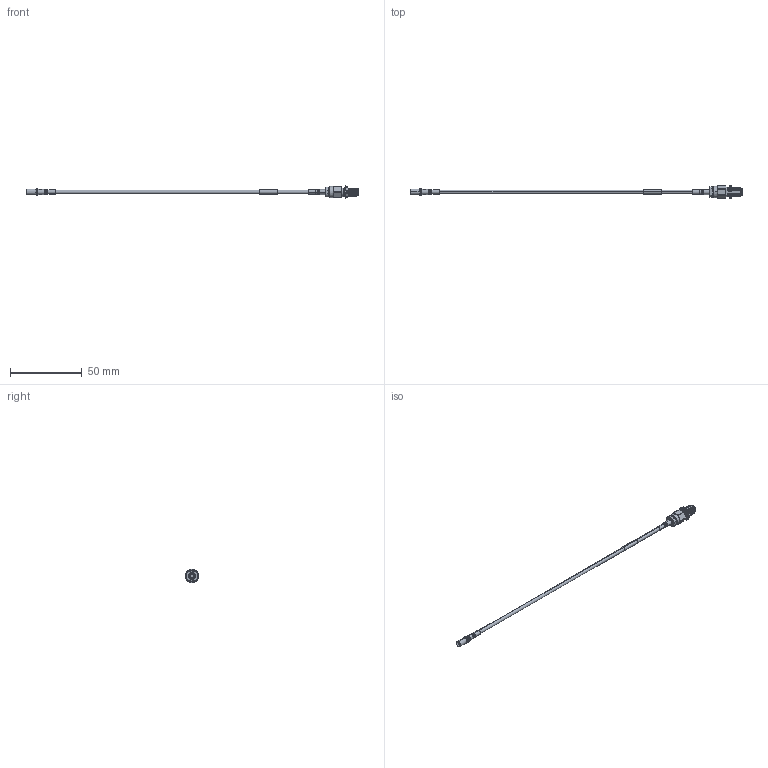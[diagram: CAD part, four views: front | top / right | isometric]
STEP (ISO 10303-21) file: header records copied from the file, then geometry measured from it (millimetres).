
FILE_DESCRIPTION (( 'STEP AP214' ), '1' );
FILE_NAME ('FMCA9751_3D.step', '2024-02-21T16:16:29', ( '' ), ( '' ), 'SwSTEP 2.0', 'SolidWorks 2022', '' );
FILE_SCHEMA (( 'AUTOMOTIVE_DESIGN' ));
Length unit declared in the file: inch
Products named in the file (6): PE4992; PE-P086HF_8 in Length; PE45540; 1AW01-003_.110 ID; CA-PE-P086_2_Heatshrink_LONG; FMCA9751_3D
Assembly tree (6 placements, depth 2):
  FMCA9751_3D
    PE-P086HF_8 in Length
    1AW01-003_.110 ID
    PE4992
    PE45540
    CA-PE-P086_2_Heatshrink_LONG  x2
Bounding box: 230.96 x 9.4 x 9.4 mm (x, y, z)
Volume: 2113.9 mm3; surface area: 3609.5 mm2
Topology: 8 solids, 8 shells, 348 faces, 933 edges, 614 vertices
Faces by surface type: cylinder 121, bspline 86, plane 77, cone 46, torus 18
Entity records: 27705 total; most frequent: CARTESIAN_POINT 19879, ORIENTED_EDGE 1778, DIRECTION 1312, EDGE_CURVE 889, VERTEX_POINT 590, AXIS2_PLACEMENT_3D 507, EDGE_LOOP 349, ADVANCED_FACE 326
